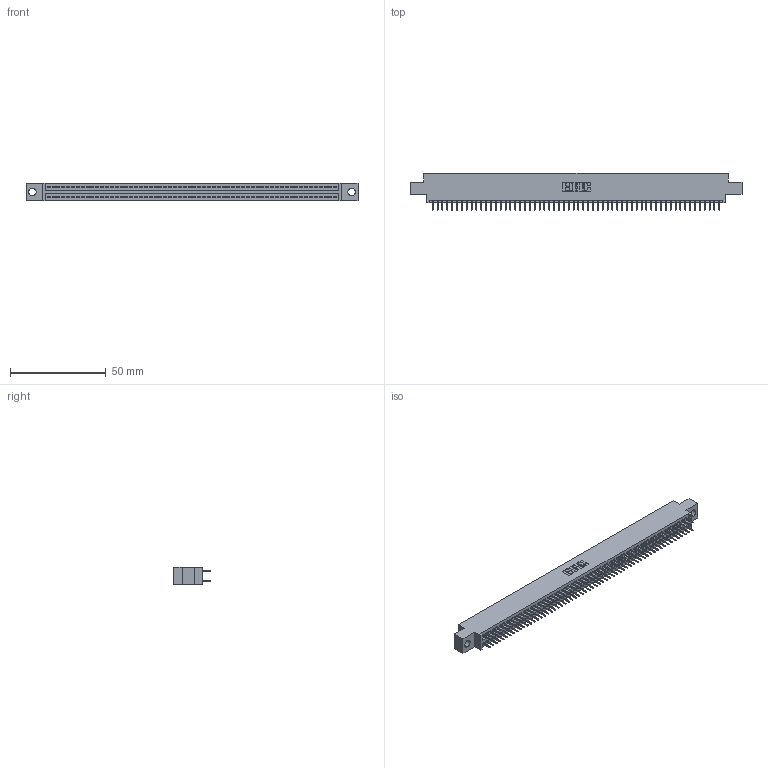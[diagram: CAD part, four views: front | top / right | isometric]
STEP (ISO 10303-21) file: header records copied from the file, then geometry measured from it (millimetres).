
FILE_DESCRIPTION (( 'STEP AP203' ), '1' );
FILE_NAME ('395-120-524-804.STEP', '2018-12-03T13:32:07', ( '' ), ( '' ), 'SwSTEP 2.0', 'SolidWorks 2016', '' );
FILE_SCHEMA (( 'CONFIG_CONTROL_DESIGN' ));
Length unit declared in the file: inch
Products named in the file (3): 345-292-001_345-293-124; 395-120-524-804; 345 Part_0.170 Offset - 0.156 Dia-TH
Assembly tree (121 placements, depth 2):
  395-120-524-804
    345 Part_0.170 Offset - 0.156 Dia-TH
    345-292-001_345-293-124  x120
Bounding box: 173.61 x 19.35 x 9.4 mm (x, y, z)
Volume: 16648.8 mm3; surface area: 24437.6 mm2
Topology: 121 solids, 121 shells, 6610 faces, 18713 edges, 11994 vertices
Faces by surface type: plane 4764, cylinder 1846
Entity records: 44863 total; most frequent: CARTESIAN_POINT 7504, ORIENTED_EDGE 7438, DIRECTION 6595, EDGE_CURVE 3719, VECTOR 3351, LINE 3351, VERTEX_POINT 2474, AXIS2_PLACEMENT_3D 1622
